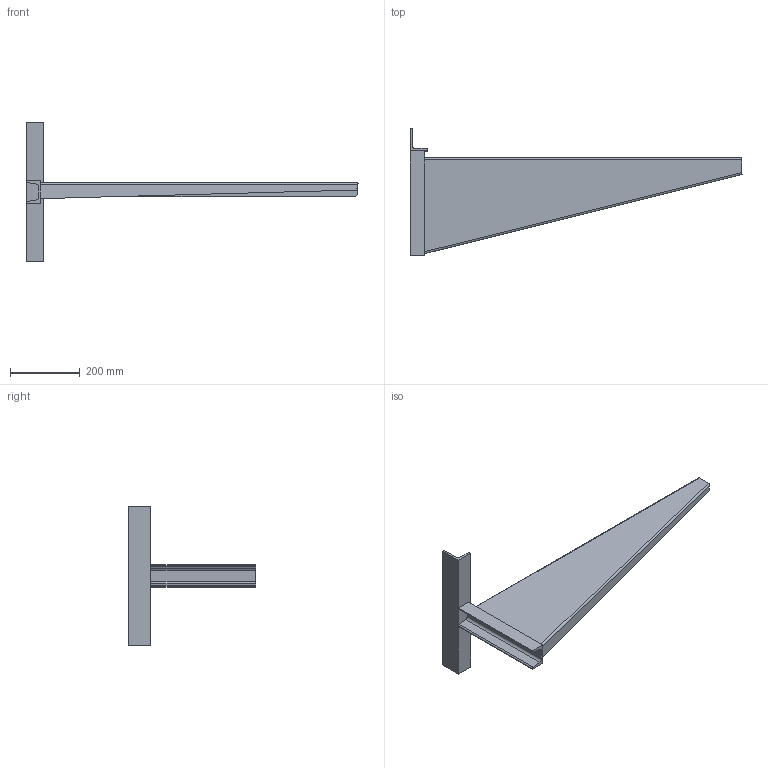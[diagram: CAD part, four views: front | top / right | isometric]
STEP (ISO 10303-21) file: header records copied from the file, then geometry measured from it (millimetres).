
FILE_DESCRIPTION (( 'STEP AP214' ), '1' );
FILE_NAME ('6417934.stp', '2017-02-16T09:13:06', ( '' ), ( '' ), 'SwSTEP 2.0', 'SolidWorks 2016', '' );
FILE_SCHEMA (( 'AUTOMOTIVE_DESIGN' ));
Length unit declared in the file: millimetre
Products named in the file (4): 6417934; KTS 04.019-018_Standard; 113927_Standard; 072427_301
Assembly tree (3 placements, depth 2):
  6417934
    072427_301
    113927_Standard
    KTS 04.019-018_Standard
Bounding box: 952.34 x 366 x 400 mm (x, y, z)
Volume: 1304239.1 mm3; surface area: 591438.7 mm2
Topology: 3 solids, 3 shells, 49 faces, 113 edges, 70 vertices
Faces by surface type: plane 36, cylinder 11, bspline 2
Entity records: 1571 total; most frequent: CARTESIAN_POINT 320, DIRECTION 229, ORIENTED_EDGE 226, EDGE_CURVE 113, LINE 87, VECTOR 87, AXIS2_PLACEMENT_3D 71, VERTEX_POINT 70
